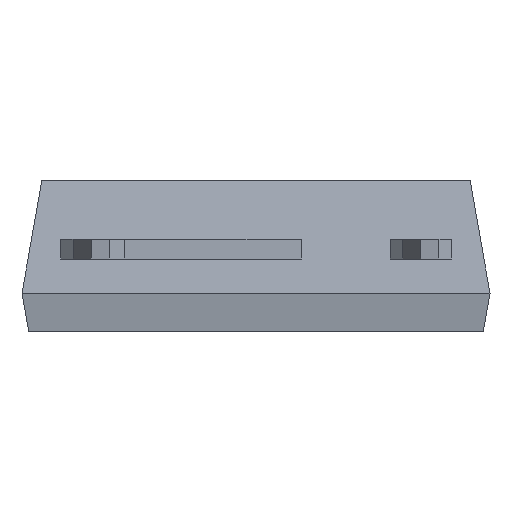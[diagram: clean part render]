
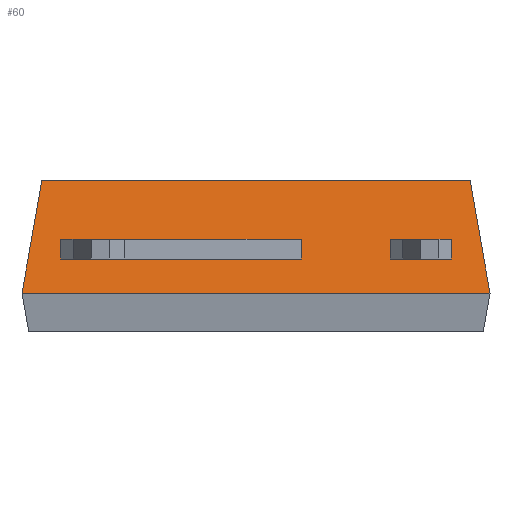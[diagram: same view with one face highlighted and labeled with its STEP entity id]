
A CAD part, front view. The second image highlights one B-rep face of the part: STEP entity #60.
In plain terms, the highlighted planar face has unit normal (0, -0.985, 0.174).
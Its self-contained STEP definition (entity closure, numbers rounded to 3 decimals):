
#60 = ADVANCED_FACE ( 'NONE', ( #2381, #2940, #2871, #4441 ), #1801, .T. ) ;
#103 = CARTESIAN_POINT ( 'NONE',  ( -7.75, -10.075, 0. ) ) ;
#126 = EDGE_LOOP ( 'NONE', ( #5997, #5146, #1847, #3802 ) ) ;
#127 = DIRECTION ( 'NONE',  ( -1., 0., 0. ) ) ;
#142 = VECTOR ( 'NONE', #6390, 1000. ) ;
#268 = EDGE_CURVE ( 'NONE', #5556, #6636, #5534, .T. ) ;
#280 = CARTESIAN_POINT ( 'NONE',  ( -4.45, -9.761, 1.78 ) ) ;
#317 = LINE ( 'NONE', #1394, #6429 ) ;
#334 = DIRECTION ( 'NONE',  ( 0., 0.174, 0.985 ) ) ;
#344 = DIRECTION ( 'NONE',  ( 0., -0.174, -0.985 ) ) ;
#461 = LINE ( 'NONE', #4678, #1981 ) ;
#486 = CARTESIAN_POINT ( 'NONE',  ( -1.5, -9.761, 1.78 ) ) ;
#569 = LINE ( 'NONE', #103, #3959 ) ;
#663 = DIRECTION ( 'NONE',  ( 1., 0., 0. ) ) ;
#673 = ORIENTED_EDGE ( 'NONE', *, *, #3492, .T. ) ;
#684 = EDGE_CURVE ( 'NONE', #4114, #4877, #1922, .T. ) ;
#768 = EDGE_CURVE ( 'NONE', #4600, #4387, #4528, .T. ) ;
#855 = DIRECTION ( 'NONE',  ( -0.171, -0.171, -0.97 ) ) ;
#874 = EDGE_CURVE ( 'NONE', #3676, #3649, #4859, .T. ) ;
#972 = CARTESIAN_POINT ( 'NONE',  ( -4.45, -10.075, 0. ) ) ;
#996 = ORIENTED_EDGE ( 'NONE', *, *, #1956, .T. ) ;
#1139 = VERTEX_POINT ( 'NONE', #6078 ) ;
#1215 = VECTOR ( 'NONE', #6500, 1000. ) ;
#1230 = VECTOR ( 'NONE', #855, 1000. ) ;
#1256 = VERTEX_POINT ( 'NONE', #1411 ) ;
#1262 = CARTESIAN_POINT ( 'NONE',  ( 7.75, -10.075, 0. ) ) ;
#1384 = LINE ( 'NONE', #6028, #1230 ) ;
#1394 = CARTESIAN_POINT ( 'NONE',  ( -1.5, -10.075, 0. ) ) ;
#1400 = LINE ( 'NONE', #5050, #6116 ) ;
#1411 = CARTESIAN_POINT ( 'NONE',  ( 1.5, -9.761, 1.78 ) ) ;
#1427 = DIRECTION ( 'NONE',  ( 0.171, -0.171, -0.97 ) ) ;
#1493 = EDGE_CURVE ( 'NONE', #1256, #4619, #461, .T. ) ;
#1631 = CARTESIAN_POINT ( 'NONE',  ( -4.45, -9.876, 1.13 ) ) ;
#1764 = AXIS2_PLACEMENT_3D ( 'NONE', #3876, #3984, #6563 ) ;
#1777 = CARTESIAN_POINT ( 'NONE',  ( -7.092, -9.417, 3.73 ) ) ;
#1801 = PLANE ( 'NONE',  #1764 ) ;
#1847 = ORIENTED_EDGE ( 'NONE', *, *, #2736, .T. ) ;
#1910 = EDGE_CURVE ( 'NONE', #3649, #3518, #4424, .T. ) ;
#1922 = LINE ( 'NONE', #5475, #6000 ) ;
#1943 = DIRECTION ( 'NONE',  ( 0., -0.174, -0.985 ) ) ;
#1956 = EDGE_CURVE ( 'NONE', #3518, #3064, #2593, .T. ) ;
#1981 = VECTOR ( 'NONE', #5191, 1000. ) ;
#2020 = CARTESIAN_POINT ( 'NONE',  ( 7.092, -9.417, 3.73 ) ) ;
#2043 = DIRECTION ( 'NONE',  ( -1., 0., 0. ) ) ;
#2056 = ORIENTED_EDGE ( 'NONE', *, *, #5210, .F. ) ;
#2085 = CARTESIAN_POINT ( 'NONE',  ( -7.75, -9.876, 1.13 ) ) ;
#2216 = CARTESIAN_POINT ( 'NONE',  ( -7.75, -9.761, 1.78 ) ) ;
#2251 = VERTEX_POINT ( 'NONE', #1262 ) ;
#2381 = FACE_BOUND ( 'NONE', #3433, .T. ) ;
#2475 = ORIENTED_EDGE ( 'NONE', *, *, #4014, .T. ) ;
#2593 = LINE ( 'NONE', #4161, #6663 ) ;
#2679 = ORIENTED_EDGE ( 'NONE', *, *, #1910, .T. ) ;
#2736 = EDGE_CURVE ( 'NONE', #4387, #5556, #3681, .T. ) ;
#2814 = EDGE_CURVE ( 'NONE', #1139, #4395, #317, .T. ) ;
#2857 = DIRECTION ( 'NONE',  ( 0., 0.174, 0.985 ) ) ;
#2871 = FACE_BOUND ( 'NONE', #126, .T. ) ;
#2911 = LINE ( 'NONE', #3911, #4604 ) ;
#2917 = LINE ( 'NONE', #4565, #4397 ) ;
#2940 = FACE_BOUND ( 'NONE', #5837, .T. ) ;
#3064 = VERTEX_POINT ( 'NONE', #4684 ) ;
#3067 = VECTOR ( 'NONE', #344, 1000. ) ;
#3101 = LINE ( 'NONE', #2085, #4626 ) ;
#3149 = VECTOR ( 'NONE', #3964, 1000. ) ;
#3220 = EDGE_CURVE ( 'NONE', #4619, #1139, #1400, .T. ) ;
#3315 = CARTESIAN_POINT ( 'NONE',  ( -7.75, -9.761, 1.78 ) ) ;
#3330 = VERTEX_POINT ( 'NONE', #3861 ) ;
#3381 = ORIENTED_EDGE ( 'NONE', *, *, #684, .F. ) ;
#3414 = LINE ( 'NONE', #3315, #3149 ) ;
#3430 = DIRECTION ( 'NONE',  ( 1., 0., 0. ) ) ;
#3433 = EDGE_LOOP ( 'NONE', ( #2679, #996, #673, #5339 ) ) ;
#3459 = CARTESIAN_POINT ( 'NONE',  ( 4.45, -9.761, 1.78 ) ) ;
#3466 = EDGE_CURVE ( 'NONE', #4114, #3330, #1384, .T. ) ;
#3492 = EDGE_CURVE ( 'NONE', #3064, #3676, #2911, .T. ) ;
#3518 = VERTEX_POINT ( 'NONE', #3665 ) ;
#3644 = CARTESIAN_POINT ( 'NONE',  ( -6.47, -9.761, 1.78 ) ) ;
#3649 = VERTEX_POINT ( 'NONE', #4754 ) ;
#3662 = EDGE_LOOP ( 'NONE', ( #2475, #2056, #3381, #5848 ) ) ;
#3665 = CARTESIAN_POINT ( 'NONE',  ( 6.47, -9.876, 1.13 ) ) ;
#3676 = VERTEX_POINT ( 'NONE', #3459 ) ;
#3681 = LINE ( 'NONE', #5767, #5881 ) ;
#3802 = ORIENTED_EDGE ( 'NONE', *, *, #268, .T. ) ;
#3857 = ORIENTED_EDGE ( 'NONE', *, *, #6575, .T. ) ;
#3861 = CARTESIAN_POINT ( 'NONE',  ( -7.75, -10.075, 0. ) ) ;
#3876 = CARTESIAN_POINT ( 'NONE',  ( -7.75, -10.075, 0. ) ) ;
#3911 = CARTESIAN_POINT ( 'NONE',  ( 4.45, -10.075, 0. ) ) ;
#3959 = VECTOR ( 'NONE', #4225, 1000. ) ;
#3964 = DIRECTION ( 'NONE',  ( 1., 0., 0. ) ) ;
#3984 = DIRECTION ( 'NONE',  ( 0., -0.985, 0.174 ) ) ;
#3989 = ORIENTED_EDGE ( 'NONE', *, *, #1493, .T. ) ;
#4014 = EDGE_CURVE ( 'NONE', #3330, #2251, #569, .T. ) ;
#4107 = ORIENTED_EDGE ( 'NONE', *, *, #2814, .T. ) ;
#4114 = VERTEX_POINT ( 'NONE', #1777 ) ;
#4161 = CARTESIAN_POINT ( 'NONE',  ( -7.75, -9.876, 1.13 ) ) ;
#4225 = DIRECTION ( 'NONE',  ( 1., 0., 0. ) ) ;
#4267 = VECTOR ( 'NONE', #1943, 1000. ) ;
#4387 = VERTEX_POINT ( 'NONE', #3644 ) ;
#4395 = VERTEX_POINT ( 'NONE', #486 ) ;
#4397 = VECTOR ( 'NONE', #1427, 1000. ) ;
#4424 = LINE ( 'NONE', #6002, #3067 ) ;
#4441 = FACE_OUTER_BOUND ( 'NONE', #3662, .T. ) ;
#4528 = LINE ( 'NONE', #6627, #1215 ) ;
#4565 = CARTESIAN_POINT ( 'NONE',  ( 7.16, -9.485, 3.345 ) ) ;
#4600 = VERTEX_POINT ( 'NONE', #4981 ) ;
#4604 = VECTOR ( 'NONE', #334, 1000. ) ;
#4619 = VERTEX_POINT ( 'NONE', #6638 ) ;
#4626 = VECTOR ( 'NONE', #127, 1000. ) ;
#4678 = CARTESIAN_POINT ( 'NONE',  ( 1.5, -10.075, 0. ) ) ;
#4684 = CARTESIAN_POINT ( 'NONE',  ( 4.45, -9.876, 1.13 ) ) ;
#4754 = CARTESIAN_POINT ( 'NONE',  ( 6.47, -9.761, 1.78 ) ) ;
#4859 = LINE ( 'NONE', #2216, #142 ) ;
#4877 = VERTEX_POINT ( 'NONE', #2020 ) ;
#4921 = EDGE_CURVE ( 'NONE', #6636, #4600, #3101, .T. ) ;
#4981 = CARTESIAN_POINT ( 'NONE',  ( -6.47, -9.876, 1.13 ) ) ;
#5050 = CARTESIAN_POINT ( 'NONE',  ( -7.75, -9.876, 1.13 ) ) ;
#5146 = ORIENTED_EDGE ( 'NONE', *, *, #768, .T. ) ;
#5191 = DIRECTION ( 'NONE',  ( 0., -0.174, -0.985 ) ) ;
#5210 = EDGE_CURVE ( 'NONE', #4877, #2251, #2917, .T. ) ;
#5339 = ORIENTED_EDGE ( 'NONE', *, *, #874, .T. ) ;
#5475 = CARTESIAN_POINT ( 'NONE',  ( -7.75, -9.417, 3.73 ) ) ;
#5534 = LINE ( 'NONE', #972, #4267 ) ;
#5556 = VERTEX_POINT ( 'NONE', #280 ) ;
#5767 = CARTESIAN_POINT ( 'NONE',  ( -7.75, -9.761, 1.78 ) ) ;
#5837 = EDGE_LOOP ( 'NONE', ( #6468, #4107, #3857, #3989 ) ) ;
#5848 = ORIENTED_EDGE ( 'NONE', *, *, #3466, .T. ) ;
#5881 = VECTOR ( 'NONE', #663, 1000. ) ;
#5997 = ORIENTED_EDGE ( 'NONE', *, *, #4921, .T. ) ;
#6000 = VECTOR ( 'NONE', #3430, 1000. ) ;
#6002 = CARTESIAN_POINT ( 'NONE',  ( 6.47, -10.075, 0. ) ) ;
#6028 = CARTESIAN_POINT ( 'NONE',  ( -7.75, -10.075, 0. ) ) ;
#6078 = CARTESIAN_POINT ( 'NONE',  ( -1.5, -9.876, 1.13 ) ) ;
#6116 = VECTOR ( 'NONE', #2043, 1000. ) ;
#6226 = DIRECTION ( 'NONE',  ( -1., 0., 0. ) ) ;
#6390 = DIRECTION ( 'NONE',  ( 1., 0., 0. ) ) ;
#6429 = VECTOR ( 'NONE', #2857, 1000. ) ;
#6468 = ORIENTED_EDGE ( 'NONE', *, *, #3220, .T. ) ;
#6500 = DIRECTION ( 'NONE',  ( 0., 0.174, 0.985 ) ) ;
#6563 = DIRECTION ( 'NONE',  ( 0., -0.174, -0.985 ) ) ;
#6575 = EDGE_CURVE ( 'NONE', #4395, #1256, #3414, .T. ) ;
#6627 = CARTESIAN_POINT ( 'NONE',  ( -6.47, -10.075, 0. ) ) ;
#6636 = VERTEX_POINT ( 'NONE', #1631 ) ;
#6638 = CARTESIAN_POINT ( 'NONE',  ( 1.5, -9.876, 1.13 ) ) ;
#6663 = VECTOR ( 'NONE', #6226, 1000. ) ;
